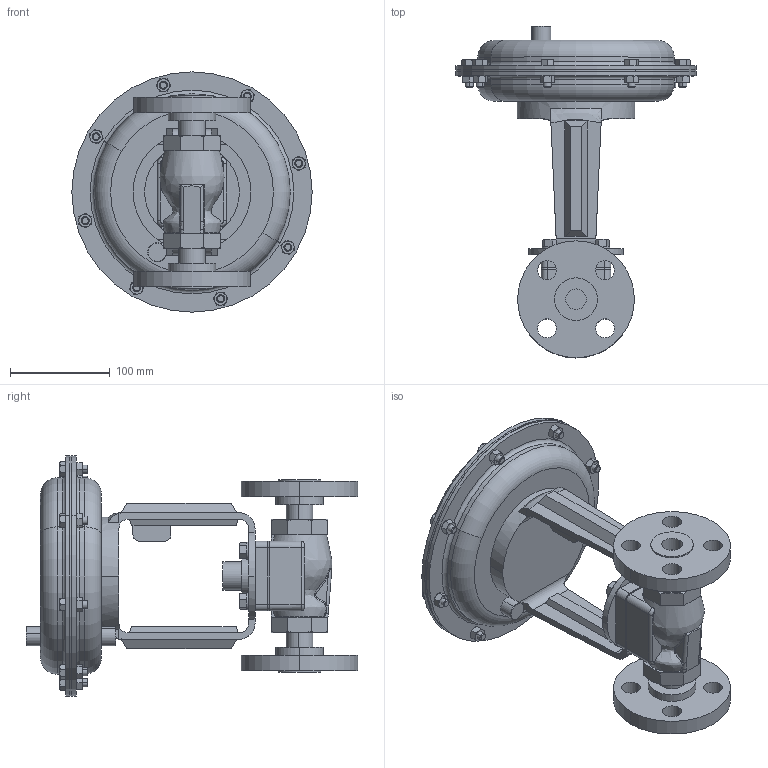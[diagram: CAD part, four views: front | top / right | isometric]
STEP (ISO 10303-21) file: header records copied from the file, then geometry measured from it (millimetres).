
FILE_DESCRIPTION (( 'STEP AP203' ), '1' );
FILE_NAME ('78-075-BR+CS+S6-F3-35M.step', '2017-09-25T13:10:43', ( '' ), ( '' ), 'SwSTEP 2.0', 'SolidWorks 2014', '' );
FILE_SCHEMA (( 'CONFIG_CONTROL_DESIGN' ));
Length unit declared in the file: inch
Products named in the file (1): 78-075-BR+CS+S6-F3-35M
Bounding box: 241.3 x 333.35 x 241.3 mm (x, y, z)
Volume: 3729495.7 mm3; surface area: 555576.5 mm2
Topology: 39 solids, 39 shells, 753 faces, 1694 edges, 1048 vertices
Faces by surface type: plane 321, cone 224, cylinder 143, bspline 45, torus 20
Entity records: 35276 total; most frequent: CARTESIAN_POINT 19331, ORIENTED_EDGE 3388, DIRECTION 3063, EDGE_CURVE 1694, AXIS2_PLACEMENT_3D 1243, VERTEX_POINT 1048, EDGE_LOOP 806, FACE_OUTER_BOUND 753
